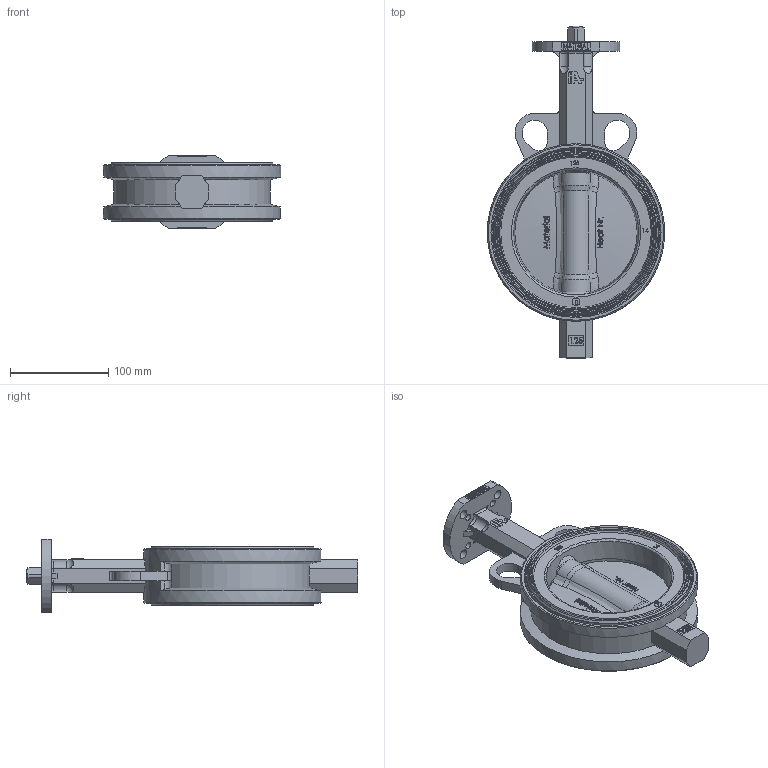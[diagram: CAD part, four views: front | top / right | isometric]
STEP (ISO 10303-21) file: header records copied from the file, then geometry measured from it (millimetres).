
FILE_DESCRIPTION (( 'STEP AP214' ), '1' );
FILE_NAME ('D1K0125.STEP', '2016-04-29T08:52:51', ( '' ), ( '' ), 'SwSTEP 2.0', 'SolidWorks 2014', '' );
FILE_SCHEMA (( 'AUTOMOTIVE_DESIGN' ));
Length unit declared in the file: millimetre
Products named in the file (1): D1K0125
Bounding box: 181 x 338.7 x 75 mm (x, y, z)
Surface area: 183450.9 mm2 (no closed solid volume)
Topology: 0 solids, 8 shells, 547 faces, 1922 edges, 1331 vertices
Faces by surface type: plane 332, bspline 98, cylinder 60, cone 47, torus 6, sphere 4
Full cylindrical faces by diameter (mm): 5 x1, 7 x4, 8 x1, 8.4 x2, 9.5 x4, 16.9 x1, 17.1 x1, 40 x1, 42 x1, 169.5 x2, 171.6 x2, 181 x2
Entity records: 32145 total; most frequent: CARTESIAN_POINT 11294, ORIENTED_EDGE 3010, DIRECTION 2479, EDGE_CURVE 1859, VERTEX_POINT 1318, LINE 1175, VECTOR 1175, EDGE_LOOP 697
